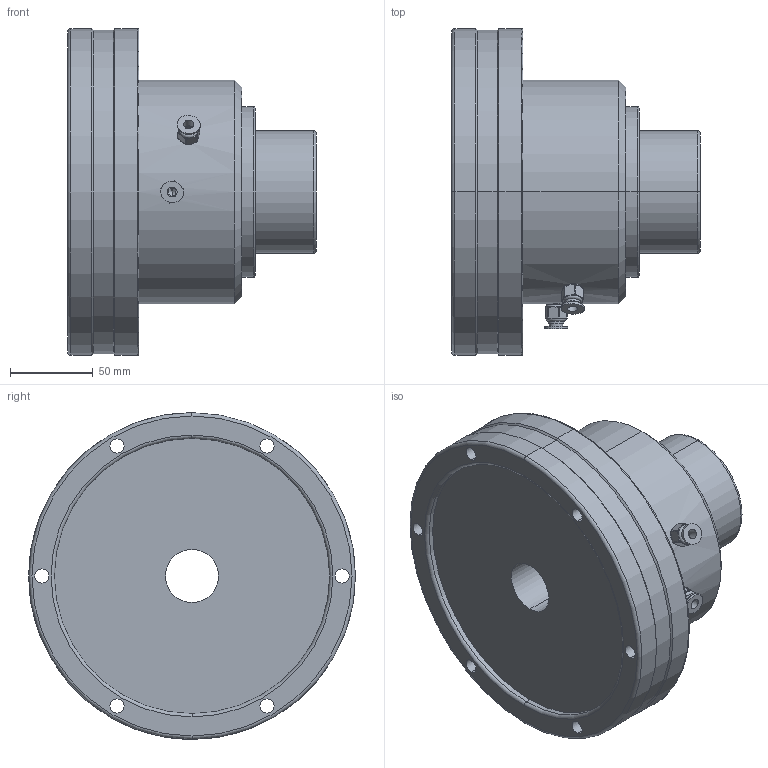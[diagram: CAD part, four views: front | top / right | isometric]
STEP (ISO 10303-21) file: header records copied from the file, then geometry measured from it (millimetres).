
FILE_DESCRIPTION (( 'STEP AP214' ), '1' );
FILE_NAME ('GAL-32.STEP', '2024-04-23T06:31:55', ( '' ), ( '' ), 'SwSTEP 2.0', 'SolidWorks 2023', '' );
FILE_SCHEMA (( 'AUTOMOTIVE_DESIGN' ));
Length unit declared in the file: millimetre
Products named in the file (1): GAL-32
Bounding box: 150 x 197 x 197 mm (x, y, z)
Volume: 2160079.7 mm3; surface area: 148736.1 mm2
Topology: 3 solids, 3 shells, 296 faces, 724 edges, 370 vertices
Faces by surface type: cylinder 112, plane 74, bspline 58, sphere 24, torus 16, cone 12
Full cylindrical faces by diameter (mm): 6 x2, 8 x2, 9.5 x2
Entity records: 15165 total; most frequent: CARTESIAN_POINT 5757, DIRECTION 1272, ORIENTED_EDGE 1260, EDGE_CURVE 630, AXIS2_PLACEMENT_3D 525, VERTEX_POINT 364, EDGE_LOOP 338, FACE_OUTER_BOUND 308
